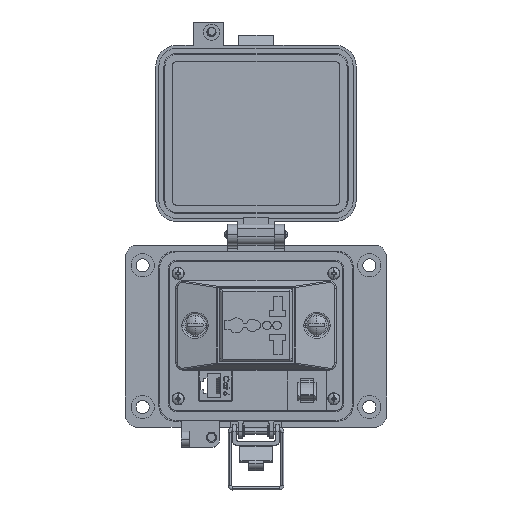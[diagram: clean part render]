
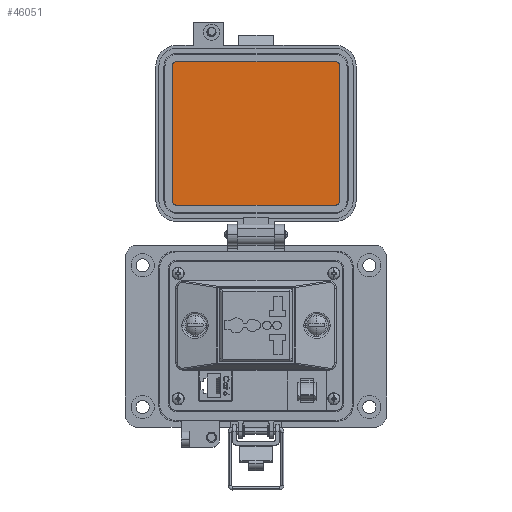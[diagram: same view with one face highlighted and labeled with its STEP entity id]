
A CAD part, top view. The second image highlights one B-rep face of the part: STEP entity #46051.
In plain terms, the highlighted planar face has unit normal (0, 0, 1).
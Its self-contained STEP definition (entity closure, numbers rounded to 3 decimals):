
#1081 = VERTEX_POINT ( 'NONE', #9118 ) ;
#3346 = EDGE_CURVE ( 'NONE', #62557, #62274, #24392, .T. ) ;
#6516 = VERTEX_POINT ( 'NONE', #46450 ) ;
#7277 = ORIENTED_EDGE ( 'NONE', *, *, #63276, .F. ) ;
#7316 = ORIENTED_EDGE ( 'NONE', *, *, #13163, .F. ) ;
#8137 = ORIENTED_EDGE ( 'NONE', *, *, #30333, .F. ) ;
#9118 = CARTESIAN_POINT ( 'NONE',  ( -42.469, 128.688, 19.202 ) ) ;
#9197 = EDGE_CURVE ( 'NONE', #62274, #25728, #16914, .T. ) ;
#9706 = CARTESIAN_POINT ( 'NONE',  ( -42.469, 126.389, 19.202 ) ) ;
#11347 = FACE_OUTER_BOUND ( 'NONE', #54817, .T. ) ;
#11375 = ORIENTED_EDGE ( 'NONE', *, *, #23461, .F. ) ;
#11690 = DIRECTION ( 'NONE',  ( 0., -1., 0. ) ) ;
#11864 = DIRECTION ( 'NONE',  ( 0., 0., -1. ) ) ;
#12154 = CIRCLE ( 'NONE', #45638, 2.299 ) ;
#12870 = CARTESIAN_POINT ( 'NONE',  ( 35.912, 126.389, 19.202 ) ) ;
#13163 = EDGE_CURVE ( 'NONE', #16625, #62533, #46093, .T. ) ;
#15752 = CARTESIAN_POINT ( 'NONE',  ( -44.769, 60.004, 19.202 ) ) ;
#16140 = DIRECTION ( 'NONE',  ( 0., 0., -1. ) ) ;
#16625 = VERTEX_POINT ( 'NONE', #33526 ) ;
#16914 = LINE ( 'NONE', #32472, #36284 ) ;
#19198 = ORIENTED_EDGE ( 'NONE', *, *, #34497, .F. ) ;
#19248 = DIRECTION ( 'NONE',  ( -1., 0., 0. ) ) ;
#23461 = EDGE_CURVE ( 'NONE', #1081, #16625, #62353, .T. ) ;
#24392 = CIRCLE ( 'NONE', #48139, 2.299 ) ;
#25175 = CARTESIAN_POINT ( 'NONE',  ( -42.469, 57.705, 19.202 ) ) ;
#25604 = CARTESIAN_POINT ( 'NONE',  ( 39.871, 130.108, 19.202 ) ) ;
#25728 = VERTEX_POINT ( 'NONE', #60403 ) ;
#26602 = PLANE ( 'NONE',  #57627 ) ;
#27867 = LINE ( 'NONE', #29191, #50118 ) ;
#28529 = DIRECTION ( 'NONE',  ( 0., -1., 0. ) ) ;
#29191 = CARTESIAN_POINT ( 'NONE',  ( 38.212, 93.196, 19.202 ) ) ;
#30333 = EDGE_CURVE ( 'NONE', #25728, #1081, #12154, .T. ) ;
#32472 = CARTESIAN_POINT ( 'NONE',  ( -44.769, 93.196, 19.202 ) ) ;
#33526 = CARTESIAN_POINT ( 'NONE',  ( 35.912, 128.688, 19.202 ) ) ;
#34497 = EDGE_CURVE ( 'NONE', #62533, #38713, #27867, .T. ) ;
#34651 = DIRECTION ( 'NONE',  ( 1., 0., 0. ) ) ;
#34895 = ORIENTED_EDGE ( 'NONE', *, *, #65572, .F. ) ;
#34954 = AXIS2_PLACEMENT_3D ( 'NONE', #41833, #52963, #11690 ) ;
#35344 = CARTESIAN_POINT ( 'NONE',  ( 38.212, 126.389, 19.202 ) ) ;
#36142 = DIRECTION ( 'NONE',  ( 0., -1., 0. ) ) ;
#36284 = VECTOR ( 'NONE', #47379, 1000. ) ;
#37037 = ORIENTED_EDGE ( 'NONE', *, *, #9197, .F. ) ;
#37381 = VECTOR ( 'NONE', #61364, 1000. ) ;
#38713 = VERTEX_POINT ( 'NONE', #53792 ) ;
#41833 = CARTESIAN_POINT ( 'NONE',  ( 35.912, 60.004, 19.202 ) ) ;
#45638 = AXIS2_PLACEMENT_3D ( 'NONE', #9706, #16140, #36142 ) ;
#46051 = ADVANCED_FACE ( 'NONE', ( #11347 ), #26602, .T. ) ;
#46093 = CIRCLE ( 'NONE', #62271, 2.299 ) ;
#46140 = DIRECTION ( 'NONE',  ( 0., 0., -1. ) ) ;
#46450 = CARTESIAN_POINT ( 'NONE',  ( 35.912, 57.705, 19.202 ) ) ;
#47379 = DIRECTION ( 'NONE',  ( 0., 1., 0. ) ) ;
#48139 = AXIS2_PLACEMENT_3D ( 'NONE', #61376, #46140, #34651 ) ;
#50118 = VECTOR ( 'NONE', #28529, 1000. ) ;
#51159 = CIRCLE ( 'NONE', #34954, 2.299 ) ;
#52307 = DIRECTION ( 'NONE',  ( 0., 0., 1. ) ) ;
#52963 = DIRECTION ( 'NONE',  ( 0., 0., -1. ) ) ;
#53792 = CARTESIAN_POINT ( 'NONE',  ( 38.212, 60.004, 19.202 ) ) ;
#54172 = VECTOR ( 'NONE', #19248, 1000. ) ;
#54817 = EDGE_LOOP ( 'NONE', ( #34895, #19198, #7316, #11375, #8137, #37037, #61786, #7277 ) ) ;
#55470 = CARTESIAN_POINT ( 'NONE',  ( -3.279, 57.705, 19.202 ) ) ;
#57281 = CARTESIAN_POINT ( 'NONE',  ( -3.279, 128.688, 19.202 ) ) ;
#57627 = AXIS2_PLACEMENT_3D ( 'NONE', #25604, #52307, #60560 ) ;
#59883 = LINE ( 'NONE', #55470, #54172 ) ;
#60403 = CARTESIAN_POINT ( 'NONE',  ( -44.769, 126.389, 19.202 ) ) ;
#60560 = DIRECTION ( 'NONE',  ( -1., 0., 0. ) ) ;
#61364 = DIRECTION ( 'NONE',  ( 1., 0., 0. ) ) ;
#61376 = CARTESIAN_POINT ( 'NONE',  ( -42.469, 60.004, 19.202 ) ) ;
#61786 = ORIENTED_EDGE ( 'NONE', *, *, #3346, .F. ) ;
#62271 = AXIS2_PLACEMENT_3D ( 'NONE', #12870, #11864, #62968 ) ;
#62274 = VERTEX_POINT ( 'NONE', #15752 ) ;
#62353 = LINE ( 'NONE', #57281, #37381 ) ;
#62533 = VERTEX_POINT ( 'NONE', #35344 ) ;
#62557 = VERTEX_POINT ( 'NONE', #25175 ) ;
#62968 = DIRECTION ( 'NONE',  ( 1., 0., 0. ) ) ;
#63276 = EDGE_CURVE ( 'NONE', #6516, #62557, #59883, .T. ) ;
#65572 = EDGE_CURVE ( 'NONE', #38713, #6516, #51159, .T. ) ;
